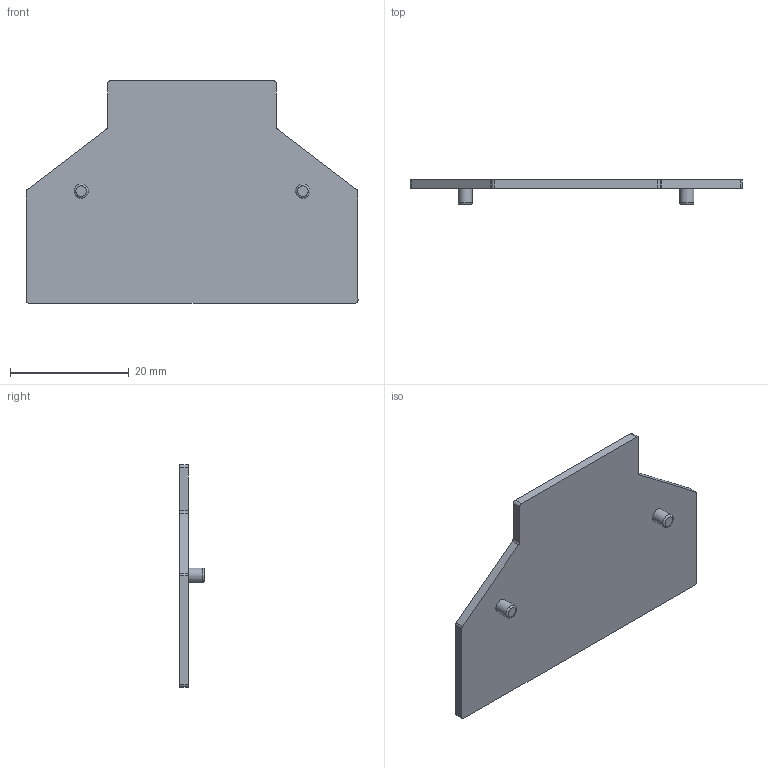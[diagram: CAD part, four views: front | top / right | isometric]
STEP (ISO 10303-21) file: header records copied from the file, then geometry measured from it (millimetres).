
FILE_DESCRIPTION (( 'STEP AP214' ), '1' );
FILE_NAME ('YCT10-00-K03-006-PP Ðàçäåëèòåëü äëÿ CTS ìàëûé 6-10ìì2 ñåðûé.STEP', '2023-10-16T09:43:02', ( '' ), ( '' ), 'SwSTEP 2.0', 'SolidWorks 2022', '' );
FILE_SCHEMA (( 'AUTOMOTIVE_DESIGN' ));
Length unit declared in the file: millimetre
Products named in the file (1): YCT10-00-K03-006-PP Разделитель для CTS малый 6-10мм2 серый
Bounding box: 56 x 4.2 x 37.5 mm (x, y, z)
Volume: 2627.1 mm3; surface area: 3767.5 mm2
Topology: 1 solids, 1 shells, 24 faces, 58 edges, 38 vertices
Faces by surface type: plane 12, cylinder 10, torus 2
Full cylindrical faces by diameter (mm): 2.39 x2
Entity records: 722 total; most frequent: DIRECTION 126, CARTESIAN_POINT 117, ORIENTED_EDGE 108, EDGE_CURVE 54, AXIS2_PLACEMENT_3D 47, VERTEX_POINT 38, VECTOR 32, LINE 32
